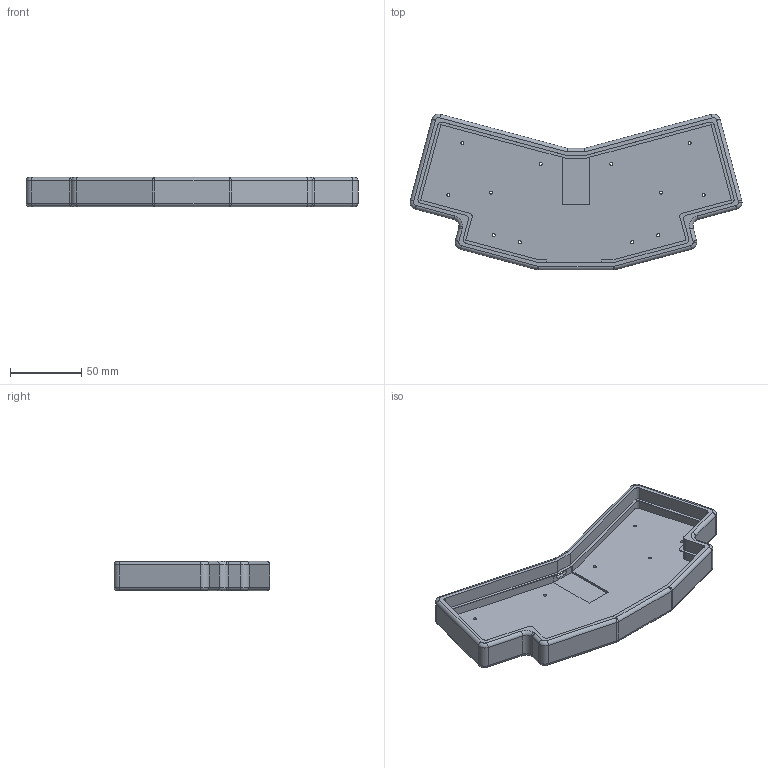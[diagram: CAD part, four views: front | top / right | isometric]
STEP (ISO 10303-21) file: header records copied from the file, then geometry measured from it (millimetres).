
FILE_DESCRIPTION(('HOOPS Exchange Step'),'2;1');
FILE_NAME('temp_export','2023-06-10T15:35:40-04:00',('jscotto'),('Shapr3D Limited'),'HOOPS Exchange 2022.2','Shapr3D','Authorized');
FILE_SCHEMA( ('AUTOMOTIVE_DESIGN { 1 0 10303 214 1 1 1 1 }') );
Length unit declared in the file: millimetre
Products named in the file (1): Case
Bounding box: 233.39 x 109.48 x 20.6 mm (x, y, z)
Volume: 107594.4 mm3; surface area: 60926.6 mm2
Topology: 1 solids, 1 shells, 206 faces, 586 edges, 383 vertices
Faces by surface type: cylinder 83, plane 70, cone 27, torus 26
Full cylindrical faces by diameter (mm): 2.2 x12
Entity records: 6963 total; most frequent: DIRECTION 1276, CARTESIAN_POINT 1269, ORIENTED_EDGE 1172, EDGE_CURVE 586, AXIS2_PLACEMENT_3D 491, VERTEX_POINT 383, VECTOR 294, LINE 294
